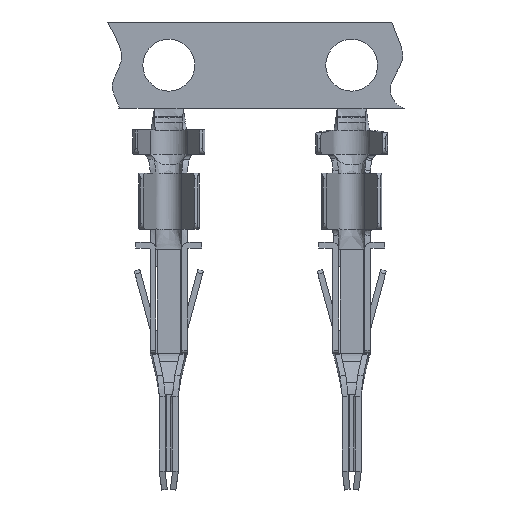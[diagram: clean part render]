
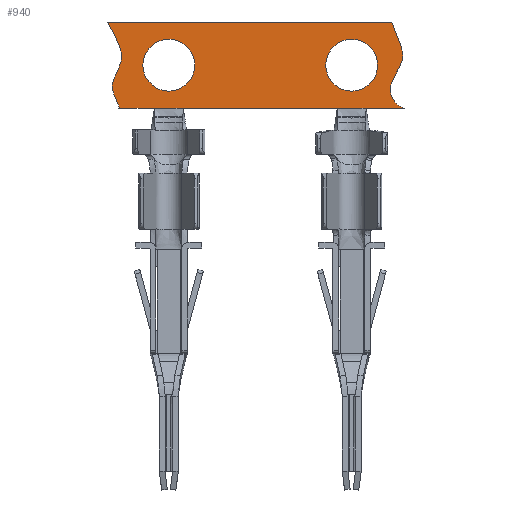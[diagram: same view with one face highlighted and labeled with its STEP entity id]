
A CAD part, top view. The second image highlights one B-rep face of the part: STEP entity #940.
In plain terms, the highlighted planar face has unit normal (0, 0, 1).
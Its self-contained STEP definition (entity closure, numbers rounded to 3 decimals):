
#940 = ADVANCED_FACE( '', ( #1974, #1975, #1976 ), #1977, .T. );
#1974 = FACE_BOUND( '', #5719, .T. );
#1975 = FACE_BOUND( '', #5720, .T. );
#1976 = FACE_OUTER_BOUND( '', #5721, .T. );
#1977 = PLANE( '', #5722 );
#5719 = EDGE_LOOP( '', ( #9014 ) );
#5720 = EDGE_LOOP( '', ( #9015 ) );
#5721 = EDGE_LOOP( '', ( #9016, #9017, #9018, #9019, #9020, #9021, #9022, #9023 ) );
#5722 = AXIS2_PLACEMENT_3D( '', #9024, #9025, #9026 );
#9014 = ORIENTED_EDGE( '', *, *, #10909, .T. );
#9015 = ORIENTED_EDGE( '', *, *, #9907, .T. );
#9016 = ORIENTED_EDGE( '', *, *, #10389, .T. );
#9017 = ORIENTED_EDGE( '', *, *, #11098, .T. );
#9018 = ORIENTED_EDGE( '', *, *, #11099, .T. );
#9019 = ORIENTED_EDGE( '', *, *, #10201, .F. );
#9020 = ORIENTED_EDGE( '', *, *, #10543, .T. );
#9021 = ORIENTED_EDGE( '', *, *, #11010, .T. );
#9022 = ORIENTED_EDGE( '', *, *, #10571, .T. );
#9023 = ORIENTED_EDGE( '', *, *, #10095, .T. );
#9024 = CARTESIAN_POINT( '', ( -3.175, 0.75, 0. ) );
#9025 = DIRECTION( '', ( 0., 0., 1. ) );
#9026 = DIRECTION( '', ( 1., 0., 0. ) );
#9907 = EDGE_CURVE( '', #11349, #11349, #11350, .T. );
#10095 = EDGE_CURVE( '', #11682, #11323, #11683, .F. );
#10201 = EDGE_CURVE( '', #11862, #11864, #11865, .T. );
#10389 = EDGE_CURVE( '', #11323, #12159, #12161, .T. );
#10543 = EDGE_CURVE( '', #11862, #12389, #12391, .T. );
#10571 = EDGE_CURVE( '', #12429, #11682, #12434, .T. );
#10909 = EDGE_CURVE( '', #12897, #12897, #12898, .T. );
#11010 = EDGE_CURVE( '', #12389, #12429, #13027, .F. );
#11098 = EDGE_CURVE( '', #12159, #13139, #13140, .T. );
#11099 = EDGE_CURVE( '', #13139, #11864, #13141, .T. );
#11323 = VERTEX_POINT( '', #13458 );
#11349 = VERTEX_POINT( '', #13500 );
#11350 = CIRCLE( '', #13501, 0.9 );
#11682 = VERTEX_POINT( '', #14148 );
#11683 = LINE( '', #14149, #14150 );
#11862 = VERTEX_POINT( '', #14505 );
#11864 = VERTEX_POINT( '', #14508 );
#11865 = B_SPLINE_CURVE_WITH_KNOTS( '', 3, ( #14509, #14510, #14511, #14512, #14513, #14514, #14515, #14516 ), .UNSPECIFIED., .F., .F., ( 4, 3, 1, 4 ), ( 0., 0.539, 0.779, 1. ), .UNSPECIFIED. );
#12159 = VERTEX_POINT( '', #15125 );
#12161 = LINE( '', #15128, #15129 );
#12389 = VERTEX_POINT( '', #15635 );
#12391 = LINE( '', #15638, #15639 );
#12429 = VERTEX_POINT( '', #15749 );
#12434 = LINE( '', #15757, #15758 );
#12897 = VERTEX_POINT( '', #16797 );
#12898 = CIRCLE( '', #16798, 0.9 );
#13027 = LINE( '', #17038, #17039 );
#13139 = VERTEX_POINT( '', #17282 );
#13140 = B_SPLINE_CURVE_WITH_KNOTS( '', 3, ( #17283, #17284, #17285, #17286, #17287, #17288 ), .UNSPECIFIED., .F., .F., ( 4, 1, 1, 4 ), ( 0., 0.333, 0.67, 1. ), .UNSPECIFIED. );
#13141 = LINE( '', #17289, #17290 );
#13458 = CARTESIAN_POINT( '', ( 0.5, 0.75, 0. ) );
#13500 = CARTESIAN_POINT( '', ( 0.9, 2.25, 0. ) );
#13501 = AXIS2_PLACEMENT_3D( '', #17564, #17565, #17566 );
#14148 = CARTESIAN_POINT( '', ( -0.5, 0.75, 0. ) );
#14149 = CARTESIAN_POINT( '', ( 0.5, 0.75, 0. ) );
#14150 = VECTOR( '', #17743, 1000. );
#14505 = CARTESIAN_POINT( '', ( -8.095, 0.75, 0. ) );
#14508 = CARTESIAN_POINT( '', ( -8.467, 3.75, 0. ) );
#14509 = CARTESIAN_POINT( '', ( -8.095, 0.75, 0. ) );
#14510 = CARTESIAN_POINT( '', ( -7.998, 0.77, 0. ) );
#14511 = CARTESIAN_POINT( '', ( -8.299, 1.169, 0. ) );
#14512 = CARTESIAN_POINT( '', ( -8.313, 1.489, 0. ) );
#14513 = CARTESIAN_POINT( '', ( -8.326, 1.802, 0. ) );
#14514 = CARTESIAN_POINT( '', ( -7.799, 2.371, 0. ) );
#14515 = CARTESIAN_POINT( '', ( -8.09, 3.058, 0. ) );
#14516 = CARTESIAN_POINT( '', ( -8.467, 3.75, 0. ) );
#15125 = CARTESIAN_POINT( '', ( 1.822, 0.75, 0. ) );
#15128 = CARTESIAN_POINT( '', ( -3.175, 0.75, 0. ) );
#15129 = VECTOR( '', #17950, 1000. );
#15635 = CARTESIAN_POINT( '', ( -6.85, 0.75, 0. ) );
#15638 = CARTESIAN_POINT( '', ( -3.175, 0.75, 0. ) );
#15639 = VECTOR( '', #18070, 1000. );
#15749 = CARTESIAN_POINT( '', ( -5.85, 0.75, 0. ) );
#15757 = CARTESIAN_POINT( '', ( -3.175, 0.75, 0. ) );
#15758 = VECTOR( '', #18080, 1000. );
#16797 = CARTESIAN_POINT( '', ( -7.25, 2.25, 0. ) );
#16798 = AXIS2_PLACEMENT_3D( '', #18337, #18338, #18339 );
#17038 = CARTESIAN_POINT( '', ( -5.85, 0.75, 0. ) );
#17039 = VECTOR( '', #18431, 1000. );
#17282 = CARTESIAN_POINT( '', ( 1.394, 3.75, 0. ) );
#17283 = CARTESIAN_POINT( '', ( 1.822, 0.75, 0. ) );
#17284 = CARTESIAN_POINT( '', ( 1.575, 0.81, 0. ) );
#17285 = CARTESIAN_POINT( '', ( 1.04, 1.471, 0. ) );
#17286 = CARTESIAN_POINT( '', ( 2.041, 2.467, 0. ) );
#17287 = CARTESIAN_POINT( '', ( 1.595, 3.145, 0. ) );
#17288 = CARTESIAN_POINT( '', ( 1.394, 3.75, 0. ) );
#17289 = CARTESIAN_POINT( '', ( 3.175, 3.75, 0. ) );
#17290 = VECTOR( '', #18478, 1000. );
#17564 = CARTESIAN_POINT( '', ( 0., 2.25, 0. ) );
#17565 = DIRECTION( '', ( 0., 0., -1. ) );
#17566 = DIRECTION( '', ( 1., 0., 0. ) );
#17743 = DIRECTION( '', ( -1., 0., 0. ) );
#17950 = DIRECTION( '', ( 1., 0., 0. ) );
#18070 = DIRECTION( '', ( 1., 0., 0. ) );
#18080 = DIRECTION( '', ( 1., 0., 0. ) );
#18337 = CARTESIAN_POINT( '', ( -6.35, 2.25, 0. ) );
#18338 = DIRECTION( '', ( 0., 0., -1. ) );
#18339 = DIRECTION( '', ( -1., 0., 0. ) );
#18431 = DIRECTION( '', ( -1., 0., 0. ) );
#18478 = DIRECTION( '', ( -1., 0., 0. ) );
